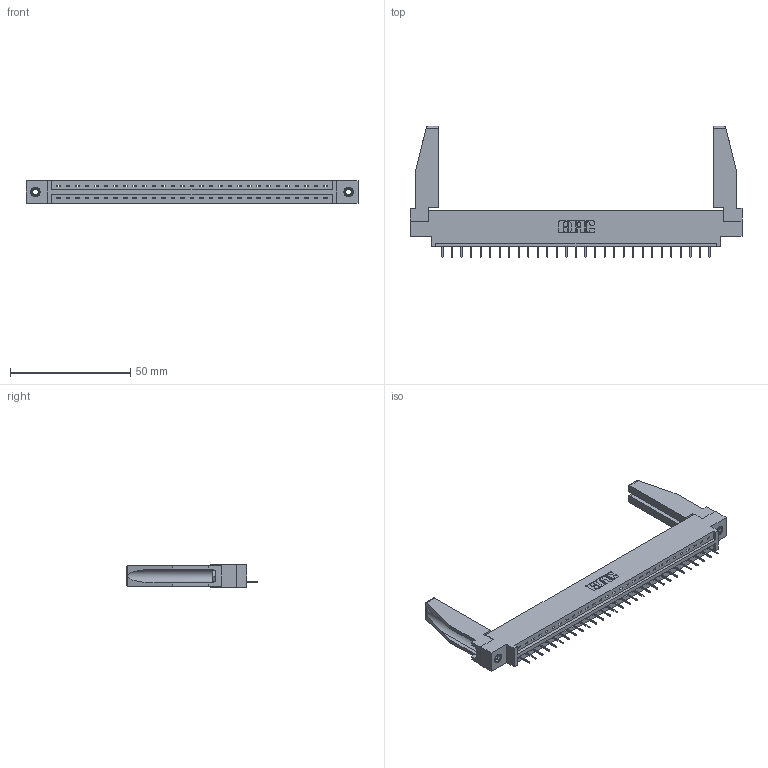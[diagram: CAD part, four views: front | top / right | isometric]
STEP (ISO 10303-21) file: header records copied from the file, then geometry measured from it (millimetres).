
FILE_DESCRIPTION (( 'STEP AP203' ), '1' );
FILE_NAME ('387-029-524-678.STEP', '2019-10-03T17:06:59', ( '' ), ( '' ), 'SwSTEP 2.0', 'SolidWorks 2016', '' );
FILE_SCHEMA (( 'CONFIG_CONTROL_DESIGN' ));
Length unit declared in the file: inch
Products named in the file (5): 345-292-001_345-293-124; 345-250-001_345-250-001-102; 337 Part_0.170 Offset - 0.156 Dia-TI; 387-029-524-678; 307-220-078
Assembly tree (34 placements, depth 2):
  387-029-524-678
    337 Part_0.170 Offset - 0.156 Dia-TI
    345-292-001_345-293-124  x29
    345-250-001_345-250-001-102  x2
    307-220-078  x2
Bounding box: 137.92 x 54.49 x 9.4 mm (x, y, z)
Volume: 17933.3 mm3; surface area: 17863.2 mm2
Topology: 34 solids, 34 shells, 2162 faces, 6221 edges, 4022 vertices
Faces by surface type: plane 1666, cylinder 480, cone 12, torus 4
Entity records: 25884 total; most frequent: CARTESIAN_POINT 4499, ORIENTED_EDGE 4420, DIRECTION 3824, EDGE_CURVE 2210, LINE 2048, VECTOR 2048, VERTEX_POINT 1464, AXIS2_PLACEMENT_3D 888
